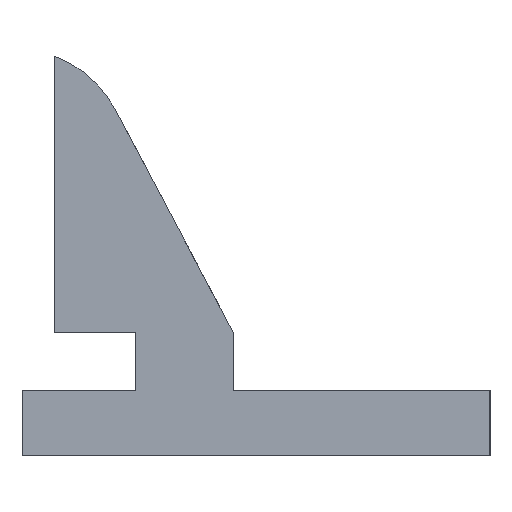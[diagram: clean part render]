
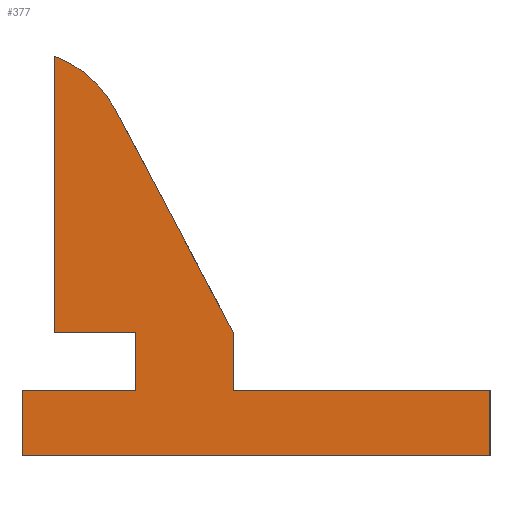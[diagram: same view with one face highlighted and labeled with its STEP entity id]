
A CAD part, left-side view. The second image highlights one B-rep face of the part: STEP entity #377.
In plain terms, the highlighted planar face has unit normal (-1, 0, 0).
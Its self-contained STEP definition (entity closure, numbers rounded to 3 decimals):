
#32=PLANE('',#420);
#51=FACE_OUTER_BOUND('',#74,.T.);
#74=EDGE_LOOP('',(#343,#344,#345,#346,#347,#348,#349,#350,#351,#352,#353));
#83=CIRCLE('',#409,3.5);
#94=LINE('',#553,#135);
#101=LINE('',#573,#142);
#104=LINE('',#578,#145);
#113=LINE('',#602,#154);
#115=LINE('',#606,#156);
#117=LINE('',#610,#158);
#119=LINE('',#614,#160);
#121=LINE('',#618,#162);
#123=LINE('',#622,#164);
#125=LINE('',#625,#166);
#135=VECTOR('',#448,10.);
#142=VECTOR('',#469,10.);
#145=VECTOR('',#474,10.);
#154=VECTOR('',#495,10.);
#156=VECTOR('',#499,10.);
#158=VECTOR('',#503,10.);
#160=VECTOR('',#507,10.);
#162=VECTOR('',#511,10.);
#164=VECTOR('',#515,10.);
#166=VECTOR('',#519,10.);
#178=VERTEX_POINT('',#550);
#179=VERTEX_POINT('',#552);
#184=VERTEX_POINT('',#570);
#185=VERTEX_POINT('',#572);
#187=VERTEX_POINT('',#580);
#195=VERTEX_POINT('',#601);
#196=VERTEX_POINT('',#605);
#197=VERTEX_POINT('',#609);
#198=VERTEX_POINT('',#613);
#199=VERTEX_POINT('',#617);
#200=VERTEX_POINT('',#621);
#214=EDGE_CURVE('',#178,#179,#94,.T.);
#225=EDGE_CURVE('',#185,#184,#101,.T.);
#228=EDGE_CURVE('',#179,#184,#104,.T.);
#229=EDGE_CURVE('',#187,#178,#83,.T.);
#239=EDGE_CURVE('',#187,#195,#113,.T.);
#241=EDGE_CURVE('',#195,#196,#115,.T.);
#243=EDGE_CURVE('',#197,#196,#117,.T.);
#245=EDGE_CURVE('',#197,#198,#119,.T.);
#247=EDGE_CURVE('',#198,#199,#121,.T.);
#249=EDGE_CURVE('',#199,#200,#123,.T.);
#251=EDGE_CURVE('',#200,#185,#125,.T.);
#343=ORIENTED_EDGE('',*,*,#229,.F.);
#344=ORIENTED_EDGE('',*,*,#239,.T.);
#345=ORIENTED_EDGE('',*,*,#241,.T.);
#346=ORIENTED_EDGE('',*,*,#243,.F.);
#347=ORIENTED_EDGE('',*,*,#245,.T.);
#348=ORIENTED_EDGE('',*,*,#247,.T.);
#349=ORIENTED_EDGE('',*,*,#249,.T.);
#350=ORIENTED_EDGE('',*,*,#251,.T.);
#351=ORIENTED_EDGE('',*,*,#225,.T.);
#352=ORIENTED_EDGE('',*,*,#228,.F.);
#353=ORIENTED_EDGE('',*,*,#214,.F.);
#377=ADVANCED_FACE('',(#51),#32,.F.);
#409=AXIS2_PLACEMENT_3D('',#581,#477,#478);
#420=AXIS2_PLACEMENT_3D('',#626,#520,#521);
#448=DIRECTION('',(0.,-0.468,-0.884));
#469=DIRECTION('',(0.,1.,0.));
#474=DIRECTION('',(0.,0.,-1.));
#477=DIRECTION('center_axis',(1.,0.,0.));
#478=DIRECTION('ref_axis',(0.,-0.35,0.937));
#495=DIRECTION('',(0.,0.,-1.));
#499=DIRECTION('',(0.,-1.,0.));
#503=DIRECTION('',(0.,0.,1.));
#507=DIRECTION('',(0.,1.,0.));
#511=DIRECTION('',(0.,0.,-1.));
#515=DIRECTION('',(0.,-1.,0.));
#519=DIRECTION('',(0.,0.,1.));
#520=DIRECTION('center_axis',(1.,0.,0.));
#521=DIRECTION('ref_axis',(0.,0.,-1.));
#550=CARTESIAN_POINT('',(0.,11.531,10.659));
#552=CARTESIAN_POINT('',(0.,7.9,3.8));
#553=CARTESIAN_POINT('',(0.,9.434,6.698));
#570=CARTESIAN_POINT('',(0.,7.9,2.));
#572=CARTESIAN_POINT('',(0.,0.,2.));
#573=CARTESIAN_POINT('',(0.,0.,2.));
#578=CARTESIAN_POINT('',(0.,7.9,3.8));
#580=CARTESIAN_POINT('',(0.,13.4,12.3));
#581=CARTESIAN_POINT('Origin',(0.,14.624,9.021));
#601=CARTESIAN_POINT('',(0.,13.4,3.8));
#602=CARTESIAN_POINT('',(0.,13.4,12.3));
#605=CARTESIAN_POINT('',(0.,10.9,3.8));
#606=CARTESIAN_POINT('',(0.,13.4,3.8));
#609=CARTESIAN_POINT('',(0.,10.9,2.));
#610=CARTESIAN_POINT('',(0.,10.9,2.));
#613=CARTESIAN_POINT('',(0.,14.4,2.));
#614=CARTESIAN_POINT('',(0.,0.,2.));
#617=CARTESIAN_POINT('',(0.,14.4,0.));
#618=CARTESIAN_POINT('',(0.,14.4,2.));
#621=CARTESIAN_POINT('',(0.,0.,0.));
#622=CARTESIAN_POINT('',(0.,14.4,0.));
#625=CARTESIAN_POINT('',(0.,0.,0.));
#626=CARTESIAN_POINT('Origin',(0.,7.2,6.15));
